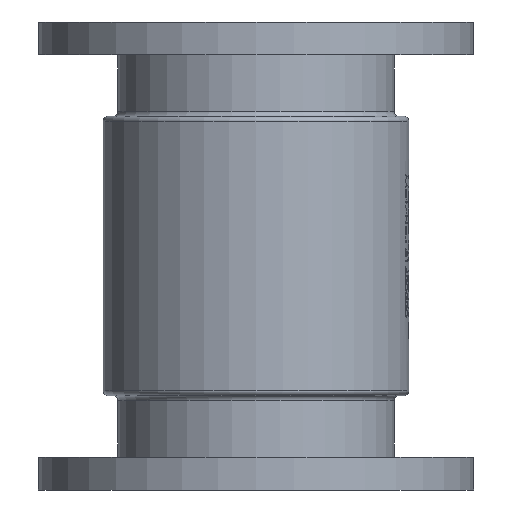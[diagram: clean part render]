
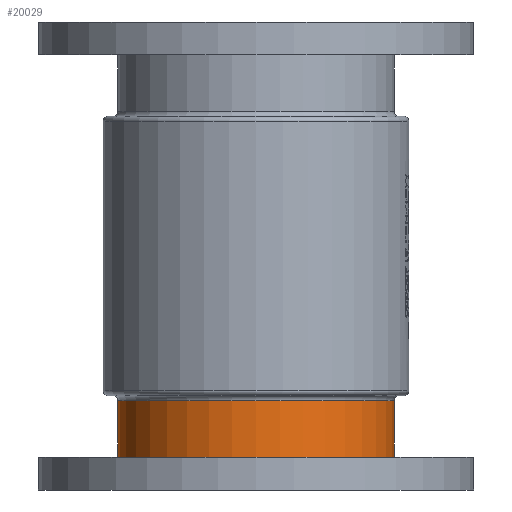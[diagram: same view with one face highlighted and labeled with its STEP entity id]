
A CAD part, front view. The second image highlights one B-rep face of the part: STEP entity #20029.
In plain terms, the highlighted cylindrical face has radius 84.15 mm (diameter 168.3 mm), a partial arc.
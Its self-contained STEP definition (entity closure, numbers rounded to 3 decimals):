
#3220 = EDGE_CURVE ( 'NONE', #7816, #4058, #28036, .T. ) ;
#4058 = VERTEX_POINT ( 'NONE', #22976 ) ;
#5318 = CIRCLE ( 'NONE', #15114, 84.15 ) ;
#7118 = DIRECTION ( 'NONE',  ( 0., 0., 1. ) ) ;
#7225 = ORIENTED_EDGE ( 'NONE', *, *, #8185, .T. ) ;
#7266 = DIRECTION ( 'NONE',  ( 1., 0., 0. ) ) ;
#7816 = VERTEX_POINT ( 'NONE', #18970 ) ;
#7888 = CARTESIAN_POINT ( 'NONE',  ( 84.15, 0., -265. ) ) ;
#7952 = CARTESIAN_POINT ( 'NONE',  ( 0., 0., -285. ) ) ;
#8185 = EDGE_CURVE ( 'NONE', #23966, #25831, #5318, .T. ) ;
#8681 = LINE ( 'NONE', #26859, #20204 ) ;
#9415 = CARTESIAN_POINT ( 'NONE',  ( 0., 0., -265. ) ) ;
#9740 = ORIENTED_EDGE ( 'NONE', *, *, #26233, .T. ) ;
#10214 = ORIENTED_EDGE ( 'NONE', *, *, #3220, .T. ) ;
#10677 = DIRECTION ( 'NONE',  ( 0., 0., -1. ) ) ;
#15114 = AXIS2_PLACEMENT_3D ( 'NONE', #9415, #7118, #7266 ) ;
#15170 = FACE_OUTER_BOUND ( 'NONE', #17309, .T. ) ;
#15304 = CARTESIAN_POINT ( 'NONE',  ( -84.15, 0., -285. ) ) ;
#15908 = LINE ( 'NONE', #15304, #19084 ) ;
#17309 = EDGE_LOOP ( 'NONE', ( #10214, #9740, #7225, #23106 ) ) ;
#17609 = DIRECTION ( 'NONE',  ( 0., 0., -1. ) ) ;
#18970 = CARTESIAN_POINT ( 'NONE',  ( 84.15, 0., -230.5 ) ) ;
#19084 = VECTOR ( 'NONE', #17609, 1000. ) ;
#19199 = AXIS2_PLACEMENT_3D ( 'NONE', #25388, #22643, #24932 ) ;
#20029 = ADVANCED_FACE ( 'NONE', ( #15170 ), #26722, .T. ) ;
#20204 = VECTOR ( 'NONE', #10677, 1000. ) ;
#22643 = DIRECTION ( 'NONE',  ( 0., 0., -1. ) ) ;
#22701 = EDGE_CURVE ( 'NONE', #7816, #25831, #8681, .T. ) ;
#22976 = CARTESIAN_POINT ( 'NONE',  ( -84.15, 0., -230.5 ) ) ;
#23106 = ORIENTED_EDGE ( 'NONE', *, *, #22701, .F. ) ;
#23966 = VERTEX_POINT ( 'NONE', #27974 ) ;
#24556 = DIRECTION ( 'NONE',  ( 0., 0., -1. ) ) ;
#24576 = AXIS2_PLACEMENT_3D ( 'NONE', #7952, #24556, #28868 ) ;
#24932 = DIRECTION ( 'NONE',  ( 1., 0., 0. ) ) ;
#25388 = CARTESIAN_POINT ( 'NONE',  ( 0., 0., -230.5 ) ) ;
#25831 = VERTEX_POINT ( 'NONE', #7888 ) ;
#26233 = EDGE_CURVE ( 'NONE', #4058, #23966, #15908, .T. ) ;
#26722 = CYLINDRICAL_SURFACE ( 'NONE', #24576, 84.15 ) ;
#26859 = CARTESIAN_POINT ( 'NONE',  ( 84.15, 0., -285. ) ) ;
#27974 = CARTESIAN_POINT ( 'NONE',  ( -84.15, 0., -265. ) ) ;
#28036 = CIRCLE ( 'NONE', #19199, 84.15 ) ;
#28868 = DIRECTION ( 'NONE',  ( 1., 0., 0. ) ) ;
